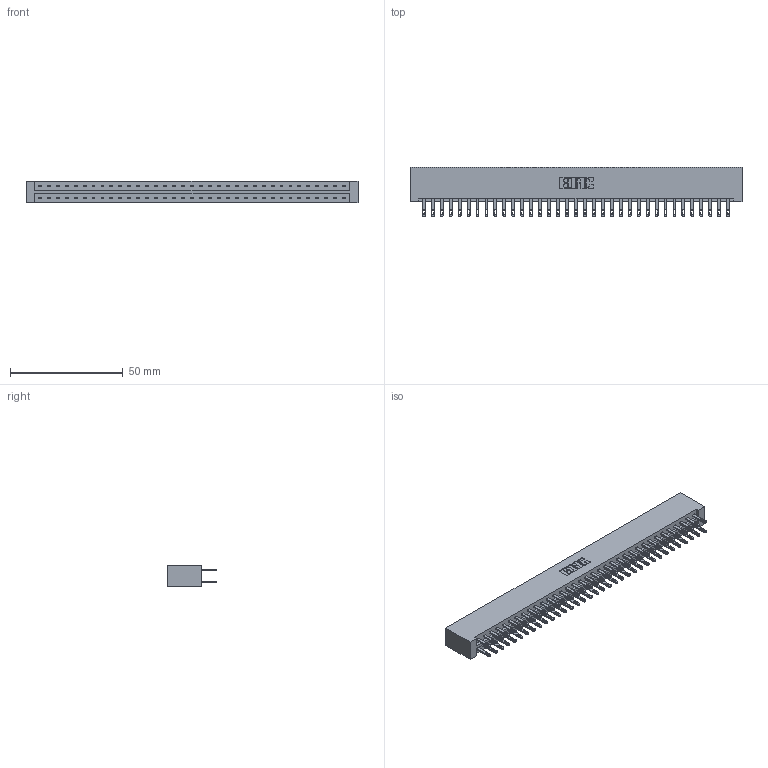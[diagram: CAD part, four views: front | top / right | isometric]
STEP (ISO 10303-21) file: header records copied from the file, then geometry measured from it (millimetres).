
FILE_DESCRIPTION (( 'STEP AP203' ), '1' );
FILE_NAME ('333-070-500-201.STEP', '2018-08-04T14:01:43', ( '' ), ( '' ), 'SwSTEP 2.0', 'SolidWorks 2016', '' );
FILE_SCHEMA (( 'CONFIG_CONTROL_DESIGN' ));
Length unit declared in the file: inch
Products named in the file (3): 333 Part_Lugless; 345-292-001_345-293-100; 333-070-500-201
Assembly tree (71 placements, depth 2):
  333-070-500-201
    333 Part_Lugless
    345-292-001_345-293-100  x70
Bounding box: 146.94 x 21.85 x 9.4 mm (x, y, z)
Volume: 15782.3 mm3; surface area: 19378.1 mm2
Topology: 71 solids, 71 shells, 3466 faces, 10577 edges, 7050 vertices
Faces by surface type: plane 2166, cylinder 1300
Entity records: 23075 total; most frequent: CARTESIAN_POINT 3830, ORIENTED_EDGE 3766, DIRECTION 3279, EDGE_CURVE 1883, LINE 1759, VECTOR 1759, VERTEX_POINT 1254, AXIS2_PLACEMENT_3D 760
